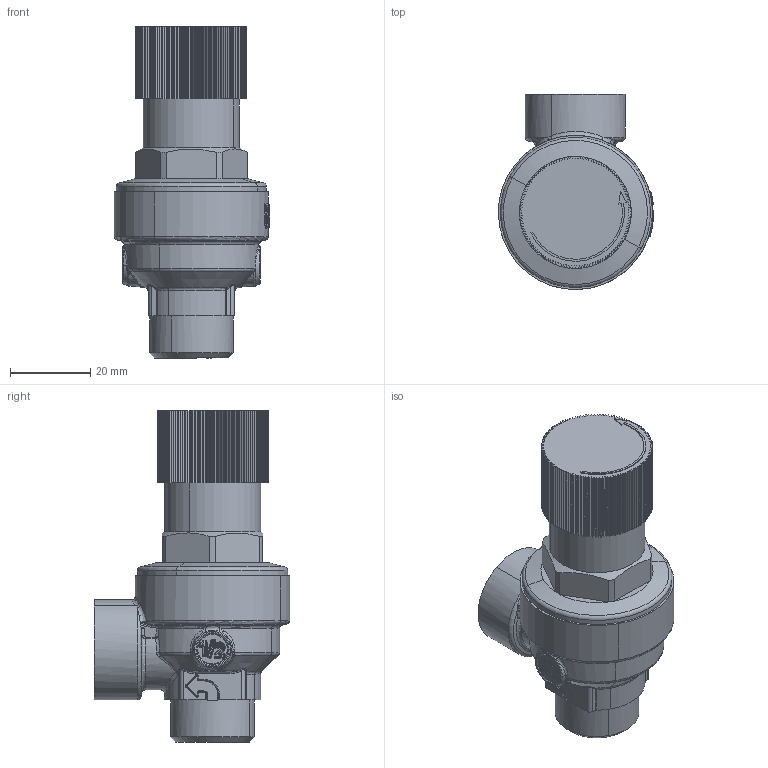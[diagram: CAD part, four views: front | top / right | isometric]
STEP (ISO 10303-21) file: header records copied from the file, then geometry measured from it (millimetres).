
FILE_DESCRIPTION(('CATIA V5 STEP Exchange','CAx-IF Rec.Pracs.--- Model Styling and Organization---1.5--- 2016-08-15','CAx-IF Rec.Pracs.---Supplemental Geometry---1.0---2011-11-01','CAx-IF Rec.Pracs.--- Composite Materials ---3.4---2017-06-13','CAx-IF Rec.Pracs.---Tessellated 3D Geometry---1.0---2015-12-17'),'2;1');
FILE_NAME('STEP_514450_-_TST.stp','2025-08-01T07:00:33+00:00',('none'),('none'),'CATIA Version 5-6 Release 2020 SP5','CATIA V5 STEP AP242 v2','none');
FILE_SCHEMA(('AP242_MANAGED_MODEL_BASED_3D_ENGINEERING_MIM_LF {1 0 10303 442 1 1 4}'));
Length unit declared in the file: millimetre
Products named in the file (1): 514450 - TST
Bounding box: 38.79 x 48.75 x 82.9 mm (x, y, z)
Volume: 60542.1 mm3; surface area: 12005.4 mm2
Topology: 1 solids, 1 shells, 1237 faces, 3211 edges, 1926 vertices
Faces by surface type: cylinder 435, plane 351, bspline 293, torus 69, sphere 47, cone 42
Entity records: 55785 total; most frequent: CARTESIAN_POINT 28512, ORIENTED_EDGE 6306, DIRECTION 4089, EDGE_CURVE 3153, VERTEX_POINT 1926, AXIS2_PLACEMENT_3D 1801, VECTOR 1391, LINE 1391
